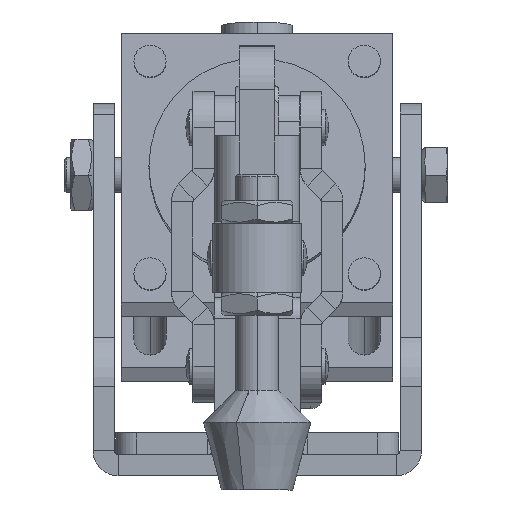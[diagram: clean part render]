
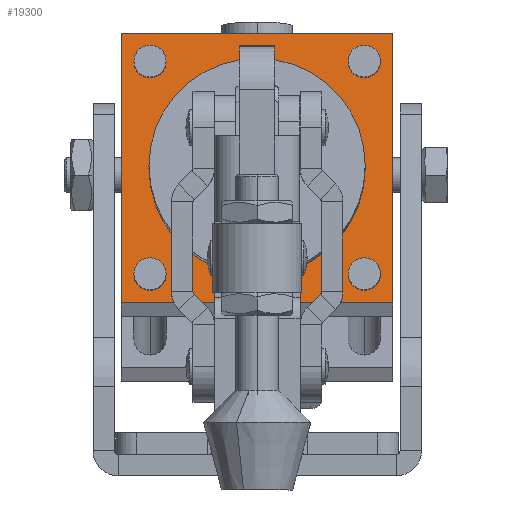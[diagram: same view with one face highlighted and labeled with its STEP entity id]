
A CAD part, left-side view. The second image highlights one B-rep face of the part: STEP entity #19300.
In plain terms, the highlighted face is planar.
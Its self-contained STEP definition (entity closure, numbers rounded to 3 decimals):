
#2956 = LINE ( 'NONE', #14605, #2960 ) ;
#2960 = VECTOR ( 'NONE', #14619, 1000. ) ;
#2974 = CIRCLE ( 'NONE', #17217, 2.25 ) ;
#2975 = CIRCLE ( 'NONE', #17215, 2.25 ) ;
#2976 = CIRCLE ( 'NONE', #17216, 2.25 ) ;
#2977 = VECTOR ( 'NONE', #27200, 1000. ) ;
#2978 = LINE ( 'NONE', #27215, #2983 ) ;
#2979 = LINE ( 'NONE', #27210, #2985 ) ;
#2980 = LINE ( 'NONE', #27211, #2977 ) ;
#2981 = CIRCLE ( 'NONE', #17218, 2.25 ) ;
#2983 = VECTOR ( 'NONE', #27217, 1000. ) ;
#2984 = CIRCLE ( 'NONE', #17219, 15.15 ) ;
#2985 = VECTOR ( 'NONE', #27218, 1000. ) ;
#4691 = EDGE_CURVE ( 'NONE', #7641, #7637, #2956, .T. ) ;
#6515 = ORIENTED_EDGE ( 'NONE', *, *, #11727, .T. ) ;
#6516 = ORIENTED_EDGE ( 'NONE', *, *, #16799, .T. ) ;
#6518 = ORIENTED_EDGE ( 'NONE', *, *, #11728, .T. ) ;
#6519 = ORIENTED_EDGE ( 'NONE', *, *, #16811, .T. ) ;
#6520 = ORIENTED_EDGE ( 'NONE', *, *, #11729, .T. ) ;
#6521 = ORIENTED_EDGE ( 'NONE', *, *, #16823, .T. ) ;
#6522 = ORIENTED_EDGE ( 'NONE', *, *, #11730, .T. ) ;
#6523 = ORIENTED_EDGE ( 'NONE', *, *, #16835, .T. ) ;
#6524 = ORIENTED_EDGE ( 'NONE', *, *, #11731, .T. ) ;
#6525 = ORIENTED_EDGE ( 'NONE', *, *, #11732, .F. ) ;
#6526 = ORIENTED_EDGE ( 'NONE', *, *, #11733, .F. ) ;
#6527 = ORIENTED_EDGE ( 'NONE', *, *, #4691, .T. ) ;
#6528 = ORIENTED_EDGE ( 'NONE', *, *, #11734, .T. ) ;
#6529 = ORIENTED_EDGE ( 'NONE', *, *, #16875, .T. ) ;
#7288 = EDGE_LOOP ( 'NONE', ( #6522, #6523 ) ) ;
#7295 = EDGE_LOOP ( 'NONE', ( #6524, #6525, #6526, #6527 ) ) ;
#7303 = EDGE_LOOP ( 'NONE', ( #6520, #6521 ) ) ;
#7308 = EDGE_LOOP ( 'NONE', ( #6515, #6516 ) ) ;
#7312 = EDGE_LOOP ( 'NONE', ( #6518, #6519 ) ) ;
#7315 = EDGE_LOOP ( 'NONE', ( #6528, #6529 ) ) ;
#7637 = VERTEX_POINT ( 'NONE', #27184 ) ;
#7641 = VERTEX_POINT ( 'NONE', #27188 ) ;
#7645 = VERTEX_POINT ( 'NONE', #27192 ) ;
#7647 = VERTEX_POINT ( 'NONE', #27194 ) ;
#10667 = CARTESIAN_POINT ( 'NONE',  ( 3., -12.75, 15. ) ) ;
#10668 = CARTESIAN_POINT ( 'NONE',  ( 3., -17.25, 15. ) ) ;
#10679 = CARTESIAN_POINT ( 'NONE',  ( 3., -12.75, -15. ) ) ;
#10682 = CARTESIAN_POINT ( 'NONE',  ( 3., -17.25, -15. ) ) ;
#10691 = CARTESIAN_POINT ( 'NONE',  ( 3., 17.25, -15. ) ) ;
#10694 = CARTESIAN_POINT ( 'NONE',  ( 3., 12.75, -15. ) ) ;
#10703 = CARTESIAN_POINT ( 'NONE',  ( 3., 17.25, 15. ) ) ;
#10706 = CARTESIAN_POINT ( 'NONE',  ( 3., 12.75, 15. ) ) ;
#10743 = CARTESIAN_POINT ( 'NONE',  ( 3., 0., -15.15 ) ) ;
#10746 = CARTESIAN_POINT ( 'NONE',  ( 3., 0., 15.15 ) ) ;
#11727 = EDGE_CURVE ( 'NONE', #34013, #34012, #2975, .T. ) ;
#11728 = EDGE_CURVE ( 'NONE', #34027, #34024, #2976, .T. ) ;
#11729 = EDGE_CURVE ( 'NONE', #34039, #34036, #2974, .T. ) ;
#11730 = EDGE_CURVE ( 'NONE', #34051, #34048, #2981, .T. ) ;
#11731 = EDGE_CURVE ( 'NONE', #7637, #7645, #2980, .T. ) ;
#11732 = EDGE_CURVE ( 'NONE', #7647, #7645, #2978, .T. ) ;
#11733 = EDGE_CURVE ( 'NONE', #7641, #7647, #2979, .T. ) ;
#11734 = EDGE_CURVE ( 'NONE', #34091, #34088, #2984, .T. ) ;
#14605 = CARTESIAN_POINT ( 'NONE',  ( 3., 19., 19. ) ) ;
#14619 = DIRECTION ( 'NONE',  ( 0., 0., -1. ) ) ;
#15491 = CARTESIAN_POINT ( 'NONE',  ( 3., -15., 15. ) ) ;
#15492 = DIRECTION ( 'NONE',  ( 1., 0., 0. ) ) ;
#15493 = DIRECTION ( 'NONE',  ( 0., 1., 0. ) ) ;
#15521 = CARTESIAN_POINT ( 'NONE',  ( 3., -15., -15. ) ) ;
#15522 = DIRECTION ( 'NONE',  ( 1., 0., 0. ) ) ;
#15523 = DIRECTION ( 'NONE',  ( 0., 1., 0. ) ) ;
#15551 = CARTESIAN_POINT ( 'NONE',  ( 3., 15., -15. ) ) ;
#15552 = DIRECTION ( 'NONE',  ( 1., 0., 0. ) ) ;
#15553 = DIRECTION ( 'NONE',  ( 0., 1., 0. ) ) ;
#15581 = CARTESIAN_POINT ( 'NONE',  ( 3., 15., 15. ) ) ;
#16799 = EDGE_CURVE ( 'NONE', #34012, #34013, #23295, .T. ) ;
#16811 = EDGE_CURVE ( 'NONE', #34024, #34027, #23310, .T. ) ;
#16823 = EDGE_CURVE ( 'NONE', #34036, #34039, #23328, .T. ) ;
#16835 = EDGE_CURVE ( 'NONE', #34048, #34051, #23346, .T. ) ;
#16875 = EDGE_CURVE ( 'NONE', #34088, #34091, #23409, .T. ) ;
#17215 = AXIS2_PLACEMENT_3D ( 'NONE', #27201, #27202, #27203 ) ;
#17216 = AXIS2_PLACEMENT_3D ( 'NONE', #27204, #27205, #27206 ) ;
#17217 = AXIS2_PLACEMENT_3D ( 'NONE', #27207, #27208, #27209 ) ;
#17218 = AXIS2_PLACEMENT_3D ( 'NONE', #27212, #27213, #27214 ) ;
#17219 = AXIS2_PLACEMENT_3D ( 'NONE', #27220, #27221, #27222 ) ;
#17531 = AXIS2_PLACEMENT_3D ( 'NONE', #15491, #15492, #15493 ) ;
#17537 = AXIS2_PLACEMENT_3D ( 'NONE', #15521, #15522, #15523 ) ;
#17543 = AXIS2_PLACEMENT_3D ( 'NONE', #15551, #15552, #15553 ) ;
#17549 = AXIS2_PLACEMENT_3D ( 'NONE', #15581, #24748, #28144 ) ;
#17569 = AXIS2_PLACEMENT_3D ( 'NONE', #28243, #28244, #28245 ) ;
#19300 = ADVANCED_FACE ( 'NONE', ( #29813, #29817, #29814, #29816, #29815, #29818 ), #32085, .F. ) ;
#23295 = CIRCLE ( 'NONE', #17531, 2.25 ) ;
#23310 = CIRCLE ( 'NONE', #17537, 2.25 ) ;
#23328 = CIRCLE ( 'NONE', #17543, 2.25 ) ;
#23346 = CIRCLE ( 'NONE', #17549, 2.25 ) ;
#23409 = CIRCLE ( 'NONE', #17569, 15.15 ) ;
#24748 = DIRECTION ( 'NONE',  ( 1., 0., 0. ) ) ;
#27184 = CARTESIAN_POINT ( 'NONE',  ( 3., 19., -19. ) ) ;
#27188 = CARTESIAN_POINT ( 'NONE',  ( 3., 19., 19. ) ) ;
#27192 = CARTESIAN_POINT ( 'NONE',  ( 3., -19., -19. ) ) ;
#27194 = CARTESIAN_POINT ( 'NONE',  ( 3., -19., 19. ) ) ;
#27200 = DIRECTION ( 'NONE',  ( 0., -1., 0. ) ) ;
#27201 = CARTESIAN_POINT ( 'NONE',  ( 3., -15., 15. ) ) ;
#27202 = DIRECTION ( 'NONE',  ( 1., 0., 0. ) ) ;
#27203 = DIRECTION ( 'NONE',  ( 0., 1., 0. ) ) ;
#27204 = CARTESIAN_POINT ( 'NONE',  ( 3., -15., -15. ) ) ;
#27205 = DIRECTION ( 'NONE',  ( 1., 0., 0. ) ) ;
#27206 = DIRECTION ( 'NONE',  ( 0., 1., 0. ) ) ;
#27207 = CARTESIAN_POINT ( 'NONE',  ( 3., 15., -15. ) ) ;
#27208 = DIRECTION ( 'NONE',  ( 1., 0., 0. ) ) ;
#27209 = DIRECTION ( 'NONE',  ( 0., 1., 0. ) ) ;
#27210 = CARTESIAN_POINT ( 'NONE',  ( 3., 19., 19. ) ) ;
#27211 = CARTESIAN_POINT ( 'NONE',  ( 3., 19., -19. ) ) ;
#27212 = CARTESIAN_POINT ( 'NONE',  ( 3., 15., 15. ) ) ;
#27213 = DIRECTION ( 'NONE',  ( 1., 0., 0. ) ) ;
#27214 = DIRECTION ( 'NONE',  ( 0., 1., 0. ) ) ;
#27215 = CARTESIAN_POINT ( 'NONE',  ( 3., -19., 19. ) ) ;
#27217 = DIRECTION ( 'NONE',  ( 0., 0., -1. ) ) ;
#27218 = DIRECTION ( 'NONE',  ( 0., -1., 0. ) ) ;
#27220 = CARTESIAN_POINT ( 'NONE',  ( 3., 0., 0. ) ) ;
#27221 = DIRECTION ( 'NONE',  ( 1., 0., 0. ) ) ;
#27222 = DIRECTION ( 'NONE',  ( 0., 1., 0. ) ) ;
#28144 = DIRECTION ( 'NONE',  ( 0., 1., 0. ) ) ;
#28243 = CARTESIAN_POINT ( 'NONE',  ( 3., 0., 0. ) ) ;
#28244 = DIRECTION ( 'NONE',  ( 1., 0., 0. ) ) ;
#28245 = DIRECTION ( 'NONE',  ( 0., 1., 0. ) ) ;
#29813 = FACE_BOUND ( 'NONE', #7308, .T. ) ;
#29814 = FACE_BOUND ( 'NONE', #7303, .T. ) ;
#29815 = FACE_OUTER_BOUND ( 'NONE', #7295, .T. ) ;
#29816 = FACE_BOUND ( 'NONE', #7288, .T. ) ;
#29817 = FACE_BOUND ( 'NONE', #7312, .T. ) ;
#29818 = FACE_BOUND ( 'NONE', #7315, .T. ) ;
#30824 = AXIS2_PLACEMENT_3D ( 'NONE', #32086, #32077, #32088 ) ;
#32077 = DIRECTION ( 'NONE',  ( 1., 0., 0. ) ) ;
#32085 = PLANE ( 'NONE',  #30824 ) ;
#32086 = CARTESIAN_POINT ( 'NONE',  ( 3., 19., 19. ) ) ;
#32088 = DIRECTION ( 'NONE',  ( 0., 1., 0. ) ) ;
#34012 = VERTEX_POINT ( 'NONE', #10667 ) ;
#34013 = VERTEX_POINT ( 'NONE', #10668 ) ;
#34024 = VERTEX_POINT ( 'NONE', #10679 ) ;
#34027 = VERTEX_POINT ( 'NONE', #10682 ) ;
#34036 = VERTEX_POINT ( 'NONE', #10691 ) ;
#34039 = VERTEX_POINT ( 'NONE', #10694 ) ;
#34048 = VERTEX_POINT ( 'NONE', #10703 ) ;
#34051 = VERTEX_POINT ( 'NONE', #10706 ) ;
#34088 = VERTEX_POINT ( 'NONE', #10743 ) ;
#34091 = VERTEX_POINT ( 'NONE', #10746 ) ;
